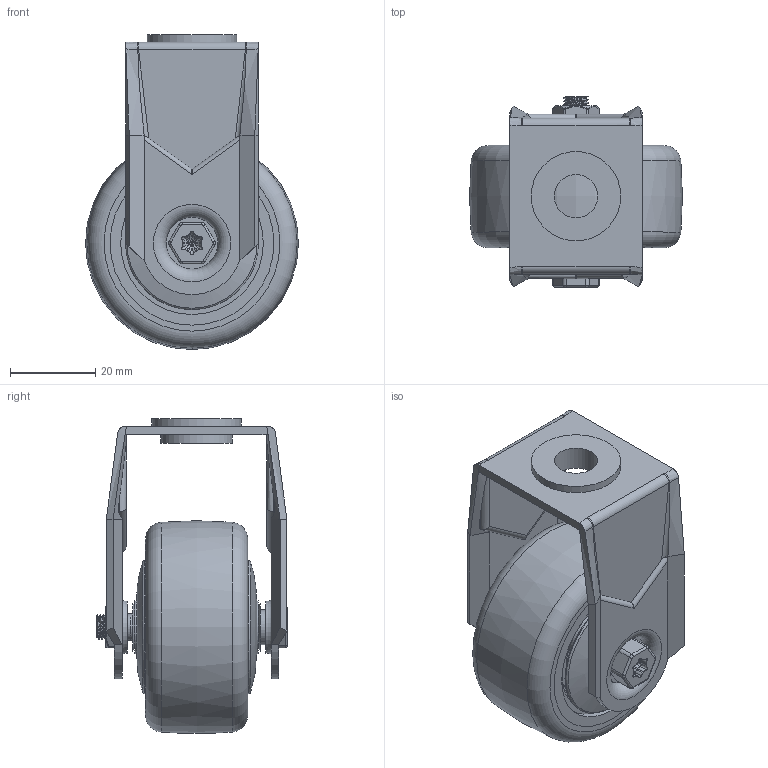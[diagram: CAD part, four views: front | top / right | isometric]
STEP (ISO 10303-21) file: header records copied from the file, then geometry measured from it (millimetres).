
FILE_DESCRIPTION(/* description */ ('','CAx-IF Rec.Pracs.---Representation and Presentation of Product Manufacturing Information (PMI)---4.0---2014-10-13'),/* implementation_level */ '2;1');
FILE_NAME(/* name */ 'BZRAF50GRBJBH10.step',/* time_stamp */ '2025-02-26T16:49:54Z',/* author */ (''),/* organization */ (''),/* preprocessor_version */ 'ST-DEVELOPER v20',/* originating_system */ 'Autodesk Translation Framework v13.20.0.188',/* authorisation */ '');
FILE_SCHEMA (('AP242_MANAGED_MODEL_BASED_3D_ENGINEERING_MIM_LF { 1 0 10303 442 1 1 4 }'));
Length unit declared in the file: millimetre
Products named in the file (18): BZRAF50GRBJBH10; BZRAF50ASBH10 v1; ZINC PLATED PRESSED STEEL FORKS; BZL50WGRBJM6 v1; POLYPROPYLENE RIM; THERMOPLASTIC RUBBER TYRE; BEARING608RS; OUTTER; INNER; BALL BEARINGS; Component2; MIDDLE; RUBBER; CAP; BOLTBZRA6MM v1; ZINC PLATED AXLE BOLT; NM6GR8HALFGR8 v1; ZINC PLATED LOCKING NUT
Assembly tree (23 placements, depth 5):
  BZRAF50GRBJBH10
    BZRAF50ASBH10 v1
      ZINC PLATED PRESSED STEEL FORKS
    BZL50WGRBJM6 v1
      POLYPROPYLENE RIM
      THERMOPLASTIC RUBBER TYRE
      CAP  x2
      BEARING608RS
        OUTTER
        INNER
        BALL BEARINGS
          Component2  x6
        MIDDLE
        RUBBER
    BOLTBZRA6MM v1
      ZINC PLATED AXLE BOLT
    NM6GR8HALFGR8 v1
      ZINC PLATED LOCKING NUT
Bounding box: 50 x 44.75 x 73.96 mm (x, y, z)
Volume: 47143.3 mm3; surface area: 34941.4 mm2
Topology: 18 solids, 18 shells, 392 faces, 944 edges, 599 vertices
Faces by surface type: cylinder 132, plane 116, bspline 69, torus 33, sphere 24, cone 18
Full cylindrical faces by diameter (mm): 5 x9, 6 x2, 6.1 x2, 6.2 x1, 6.8 x2, 7.9 x2, 8 x2, 8.2 x1, 9.875 x1, 10.2 x1, 10.55 x4, 11.2 x2, 11.6 x2, 11.75 x2, 12.5 x2, 12.738 x1, 16.75 x1, 18.3 x2, 18.317 x1, 18.7 x2, 19.2 x4, 19.875 x1, 20.5 x2, 21 x1, 22 x2, 22.75 x2, 26.75 x2, 30.25 x2, 31.25 x2, 33.5 x2
Entity records: 29719 total; most frequent: CARTESIAN_POINT 20641, DIRECTION 1813, ORIENTED_EDGE 1786, EDGE_CURVE 893, AXIS2_PLACEMENT_3D 775, VERTEX_POINT 571, EDGE_LOOP 436, CIRCLE 389
